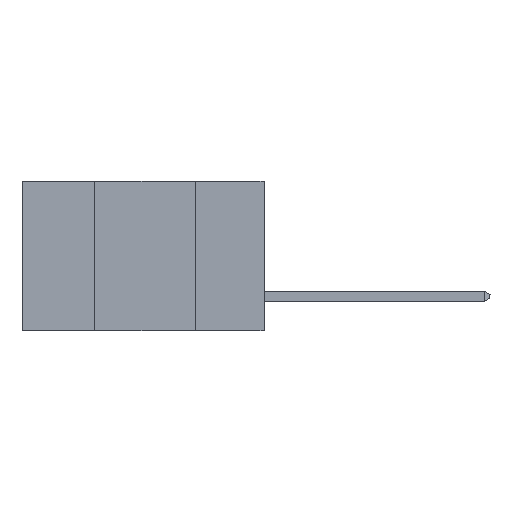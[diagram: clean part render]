
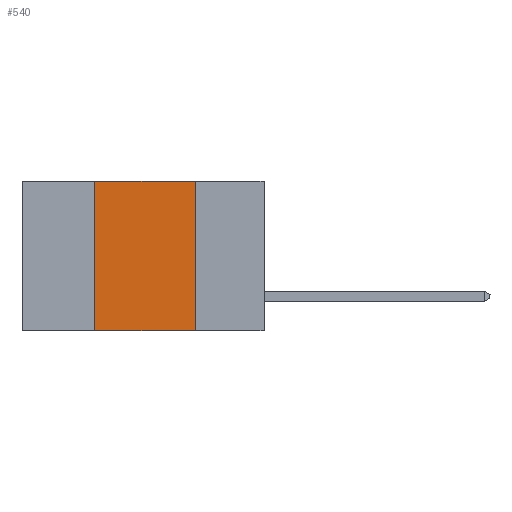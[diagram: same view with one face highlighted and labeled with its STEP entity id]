
A CAD part, left-side view. The second image highlights one B-rep face of the part: STEP entity #540.
In plain terms, the highlighted planar face has unit normal (-1, 0, 0).
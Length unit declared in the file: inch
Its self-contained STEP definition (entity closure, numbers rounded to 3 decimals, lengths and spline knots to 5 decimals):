
#226 = DIRECTION ( 'NONE',  ( 0., -1., 0. ) ) ;
#326 = EDGE_CURVE ( 'NONE', #10258, #4699, #10566, .T. ) ;
#540 = ADVANCED_FACE ( 'NONE', ( #1281 ), #3190, .F. ) ;
#1281 = FACE_OUTER_BOUND ( 'NONE', #22450, .T. ) ;
#1390 = CARTESIAN_POINT ( 'NONE',  ( 0., 0.6, 0. ) ) ;
#3056 = LINE ( 'NONE', #12086, #19212 ) ;
#3190 = PLANE ( 'NONE',  #3212 ) ;
#3212 = AXIS2_PLACEMENT_3D ( 'NONE', #4962, #3416, #23320 ) ;
#3416 = DIRECTION ( 'NONE',  ( 1., 0., 0. ) ) ;
#4299 = CARTESIAN_POINT ( 'NONE',  ( 0., 0.17, -0.37 ) ) ;
#4401 = ORIENTED_EDGE ( 'NONE', *, *, #11873, .F. ) ;
#4699 = VERTEX_POINT ( 'NONE', #4299 ) ;
#4962 = CARTESIAN_POINT ( 'NONE',  ( 0., 0.6, 0. ) ) ;
#5571 = ORIENTED_EDGE ( 'NONE', *, *, #7900, .F. ) ;
#6546 = CARTESIAN_POINT ( 'NONE',  ( 0., 0.42, -0.37 ) ) ;
#7900 = EDGE_CURVE ( 'NONE', #20555, #4699, #8951, .T. ) ;
#8651 = DIRECTION ( 'NONE',  ( 0., 0., 1. ) ) ;
#8951 = LINE ( 'NONE', #14156, #11336 ) ;
#10183 = ORIENTED_EDGE ( 'NONE', *, *, #13260, .F. ) ;
#10258 = VERTEX_POINT ( 'NONE', #6546 ) ;
#10515 = DIRECTION ( 'NONE',  ( 0., -1., 0. ) ) ;
#10566 = LINE ( 'NONE', #18357, #22119 ) ;
#10626 = VERTEX_POINT ( 'NONE', #21069 ) ;
#11336 = VECTOR ( 'NONE', #12150, 39.37008 ) ;
#11873 = EDGE_CURVE ( 'NONE', #10258, #10626, #3056, .T. ) ;
#12086 = CARTESIAN_POINT ( 'NONE',  ( 0., 0.42, -0.37 ) ) ;
#12150 = DIRECTION ( 'NONE',  ( 0., 0., -1. ) ) ;
#12205 = LINE ( 'NONE', #1390, #20750 ) ;
#13260 = EDGE_CURVE ( 'NONE', #10626, #20555, #12205, .T. ) ;
#14156 = CARTESIAN_POINT ( 'NONE',  ( 0., 0.17, -0.37 ) ) ;
#17926 = CARTESIAN_POINT ( 'NONE',  ( 0., 0.17, 0. ) ) ;
#18357 = CARTESIAN_POINT ( 'NONE',  ( 0., 0.6, -0.37 ) ) ;
#19212 = VECTOR ( 'NONE', #8651, 39.37008 ) ;
#20555 = VERTEX_POINT ( 'NONE', #17926 ) ;
#20750 = VECTOR ( 'NONE', #10515, 39.37008 ) ;
#21069 = CARTESIAN_POINT ( 'NONE',  ( 0., 0.42, 0. ) ) ;
#22119 = VECTOR ( 'NONE', #226, 39.37008 ) ;
#22450 = EDGE_LOOP ( 'NONE', ( #5571, #10183, #4401, #22902 ) ) ;
#22902 = ORIENTED_EDGE ( 'NONE', *, *, #326, .T. ) ;
#23320 = DIRECTION ( 'NONE',  ( 0., 0., -1. ) ) ;
